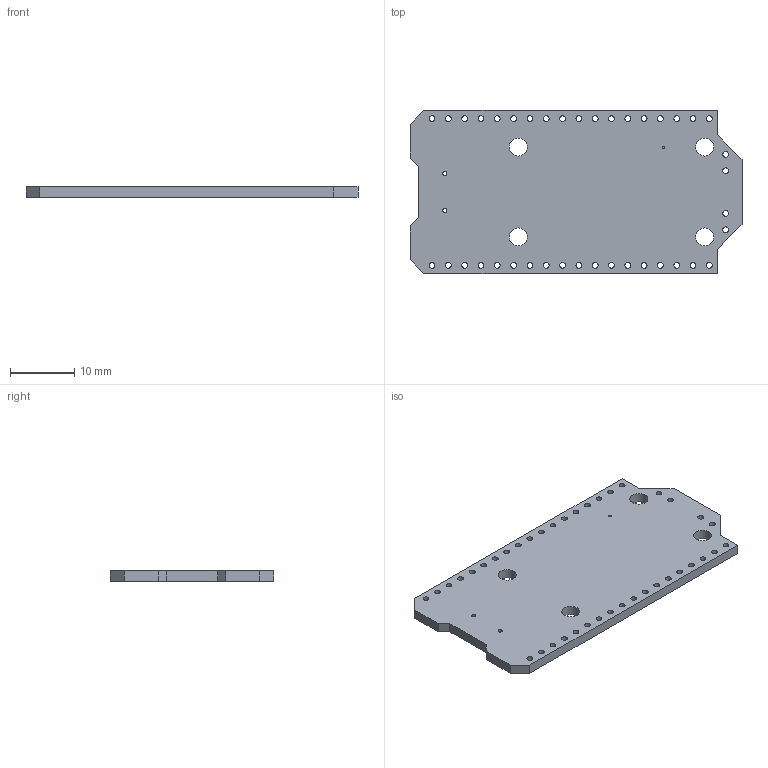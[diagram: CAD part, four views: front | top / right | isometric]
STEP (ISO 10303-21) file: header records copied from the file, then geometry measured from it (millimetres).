
FILE_DESCRIPTION(/* description */ ('STEP AP242 Edition 2','CAx-IF Rec.Pracs.---Representation and Presentation of Product Manufacturing Information (PMI)---4.0---2014-10-13','CAx-IF Rec.Pracs.---3D Tessellated Geometry---0.4---2014-09-14','2;1','CAx-IF Rec.Pracs.---User Defined Attributes---1.5---2016-08-15'),/* implementation_level */ '2;1');
FILE_NAME(/* name */ '69213f5855604e69bd118f0a',/* time_stamp */ '2025-11-22T04:43:04Z',/* author */ (''),/* organization */ (''),/* preprocessor_version */ 'ST-DEVELOPER v20',/* originating_system */ 'ONSHAPE BY PTC INC, 1.207',/* authorisation */ ' ');
FILE_SCHEMA (('AP242_MANAGED_MODEL_BASED_3D_ENGINEERING_MIM_LF { 1 0 10303 442 3 1 4 }'));
Length unit declared in the file: metre
Products named in the file (3): Open CASCADE STEP translator 7.5 1.1.1; LOGO__
Bounding box: 51.69 x 25.4 x 1.56 mm (x, y, z)
Volume: 1873.9 mm3; surface area: 2873 mm2
Topology: 3 solids, 3 shells, 76 faces, 210 edges, 140 vertices
Faces by surface type: cylinder 54, plane 22
Full cylindrical faces by diameter (mm): 0.65 x2, 0.9 x40, 2.8 x4
Entity records: 2744 total; most frequent: DIRECTION 475, CARTESIAN_POINT 432, ORIENTED_EDGE 420, EDGE_CURVE 210, AXIS2_PLACEMENT_3D 187, EDGE_LOOP 170, FACE_BOUND 170, VERTEX_POINT 140
